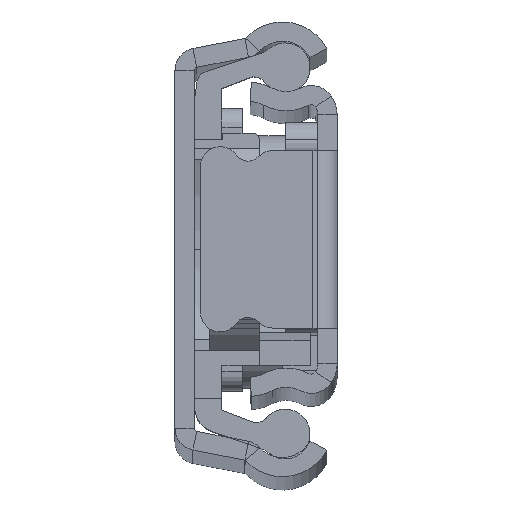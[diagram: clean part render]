
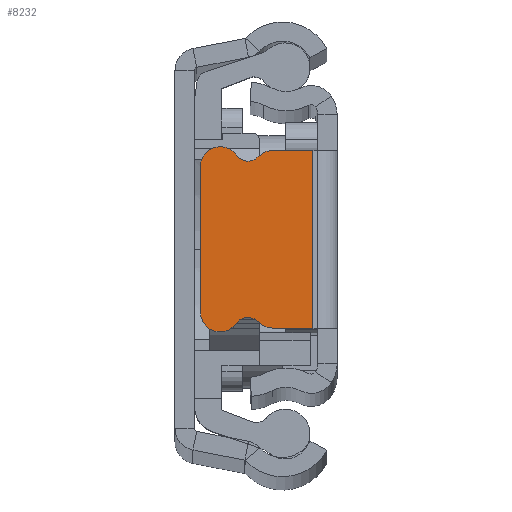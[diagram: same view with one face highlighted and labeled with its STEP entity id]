
A CAD part, top view. The second image highlights one B-rep face of the part: STEP entity #8232.
In plain terms, the highlighted planar face has unit normal (0, 0, 1).
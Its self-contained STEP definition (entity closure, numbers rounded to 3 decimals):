
#325 = AXIS2_PLACEMENT_3D ( 'NONE', #3790, #14642, #11121 ) ;
#385 = CARTESIAN_POINT ( 'NONE',  ( 0., 7.25, 0. ) ) ;
#450 = VERTEX_POINT ( 'NONE', #6552 ) ;
#471 = CARTESIAN_POINT ( 'NONE',  ( -1.9, -6.95, 0. ) ) ;
#582 = DIRECTION ( 'NONE',  ( 0., 0., -1. ) ) ;
#584 = CARTESIAN_POINT ( 'NONE',  ( 0., -6.95, 0. ) ) ;
#747 = DIRECTION ( 'NONE',  ( 1., 0., 0. ) ) ;
#1218 = CARTESIAN_POINT ( 'NONE',  ( -5.078, -6.95, 0. ) ) ;
#1247 = ORIENTED_EDGE ( 'NONE', *, *, #14417, .T. ) ;
#1285 = CARTESIAN_POINT ( 'NONE',  ( -6.181, -6.467, 0. ) ) ;
#1293 = CARTESIAN_POINT ( 'NONE',  ( 0., -7.25, 0. ) ) ;
#1477 = DIRECTION ( 'NONE',  ( 0., 0., 1. ) ) ;
#1643 = DIRECTION ( 'NONE',  ( -1., 0., 0. ) ) ;
#1890 = AXIS2_PLACEMENT_3D ( 'NONE', #7281, #2299, #13670 ) ;
#2012 = ORIENTED_EDGE ( 'NONE', *, *, #9051, .F. ) ;
#2149 = CARTESIAN_POINT ( 'NONE',  ( -7.9, 6.593, 0. ) ) ;
#2299 = DIRECTION ( 'NONE',  ( 0., 0., 1. ) ) ;
#2303 = EDGE_CURVE ( 'NONE', #12372, #12241, #10358, .T. ) ;
#2608 = VERTEX_POINT ( 'NONE', #12381 ) ;
#2895 = ORIENTED_EDGE ( 'NONE', *, *, #11300, .T. ) ;
#3001 = DIRECTION ( 'NONE',  ( 0., 1., 0. ) ) ;
#3196 = DIRECTION ( 'NONE',  ( 0., -1., 0. ) ) ;
#3225 = VERTEX_POINT ( 'NONE', #471 ) ;
#3325 = VECTOR ( 'NONE', #14140, 1000. ) ;
#3382 = CARTESIAN_POINT ( 'NONE',  ( -9.14, -7.25, 0. ) ) ;
#3390 = VERTEX_POINT ( 'NONE', #7156 ) ;
#3466 = AXIS2_PLACEMENT_3D ( 'NONE', #5966, #12092, #16084 ) ;
#3510 = CARTESIAN_POINT ( 'NONE',  ( -9.2, 7.25, 0. ) ) ;
#3602 = EDGE_CURVE ( 'NONE', #15079, #2608, #12970, .T. ) ;
#3705 = VECTOR ( 'NONE', #6757, 1000. ) ;
#3747 = CIRCLE ( 'NONE', #6350, 1.5 ) ;
#3766 = VERTEX_POINT ( 'NONE', #2149 ) ;
#3790 = CARTESIAN_POINT ( 'NONE',  ( -6.99, 7.212, 0. ) ) ;
#3795 = CARTESIAN_POINT ( 'NONE',  ( -9.2, -7.25, 0. ) ) ;
#3997 = CARTESIAN_POINT ( 'NONE',  ( -10.7, 0., 0. ) ) ;
#4067 = LINE ( 'NONE', #1293, #6598 ) ;
#4168 = ORIENTED_EDGE ( 'NONE', *, *, #13788, .T. ) ;
#4173 = ORIENTED_EDGE ( 'NONE', *, *, #5698, .T. ) ;
#4260 = CARTESIAN_POINT ( 'NONE',  ( -1.9, 6.95, 0. ) ) ;
#4518 = VECTOR ( 'NONE', #15897, 1000. ) ;
#4812 = ORIENTED_EDGE ( 'NONE', *, *, #11049, .T. ) ;
#4835 = ORIENTED_EDGE ( 'NONE', *, *, #2303, .T. ) ;
#5022 = ORIENTED_EDGE ( 'NONE', *, *, #7500, .T. ) ;
#5220 = VECTOR ( 'NONE', #14193, 1000. ) ;
#5404 = CIRCLE ( 'NONE', #6700, 1.5 ) ;
#5499 = DIRECTION ( 'NONE',  ( 0., 0., 1. ) ) ;
#5696 = EDGE_CURVE ( 'NONE', #2608, #11445, #9148, .T. ) ;
#5698 = EDGE_CURVE ( 'NONE', #11445, #15964, #5404, .T. ) ;
#5848 = CARTESIAN_POINT ( 'NONE',  ( -10.7, -5.75, 0. ) ) ;
#5966 = CARTESIAN_POINT ( 'NONE',  ( -9.14, -5.75, 0. ) ) ;
#5976 = CARTESIAN_POINT ( 'NONE',  ( 0., 0., 0. ) ) ;
#6350 = AXIS2_PLACEMENT_3D ( 'NONE', #12969, #6593, #3001 ) ;
#6552 = CARTESIAN_POINT ( 'NONE',  ( -9.14, 7.25, 0. ) ) ;
#6593 = DIRECTION ( 'NONE',  ( 0., 0., 1. ) ) ;
#6598 = VECTOR ( 'NONE', #15188, 1000. ) ;
#6700 = AXIS2_PLACEMENT_3D ( 'NONE', #12912, #1477, #1643 ) ;
#6733 = CARTESIAN_POINT ( 'NONE',  ( -9.2, 5.75, 0. ) ) ;
#6757 = DIRECTION ( 'NONE',  ( -1., 0., 0. ) ) ;
#7156 = CARTESIAN_POINT ( 'NONE',  ( -6.181, 6.467, 0. ) ) ;
#7281 = CARTESIAN_POINT ( 'NONE',  ( -9.14, 5.75, 0. ) ) ;
#7327 = VERTEX_POINT ( 'NONE', #1218 ) ;
#7449 = DIRECTION ( 'NONE',  ( -1., 0., 0. ) ) ;
#7500 = EDGE_CURVE ( 'NONE', #15964, #15791, #4067, .T. ) ;
#7732 = DIRECTION ( 'NONE',  ( 0., 0., -1. ) ) ;
#7948 = CARTESIAN_POINT ( 'NONE',  ( -6.99, 7.212, 0. ) ) ;
#8059 = CARTESIAN_POINT ( 'NONE',  ( -5.078, -5.45, 0. ) ) ;
#8129 = EDGE_CURVE ( 'NONE', #3766, #450, #8937, .T. ) ;
#8232 = ADVANCED_FACE ( 'NONE', ( #8680 ), #12176, .F. ) ;
#8468 = ORIENTED_EDGE ( 'NONE', *, *, #5696, .T. ) ;
#8680 = FACE_OUTER_BOUND ( 'NONE', #15067, .T. ) ;
#8937 = CIRCLE ( 'NONE', #1890, 1.5 ) ;
#9051 = EDGE_CURVE ( 'NONE', #12372, #3225, #15824, .T. ) ;
#9133 = CARTESIAN_POINT ( 'NONE',  ( 1.206, 6.95, 0. ) ) ;
#9148 = LINE ( 'NONE', #3997, #3325 ) ;
#9278 = DIRECTION ( 'NONE',  ( 0., 1., 0. ) ) ;
#9783 = CARTESIAN_POINT ( 'NONE',  ( -1.9, -7.25, 0. ) ) ;
#9975 = ORIENTED_EDGE ( 'NONE', *, *, #12386, .T. ) ;
#10257 = VERTEX_POINT ( 'NONE', #12224 ) ;
#10358 = LINE ( 'NONE', #9133, #3705 ) ;
#10485 = DIRECTION ( 'NONE',  ( -1., 0., 0. ) ) ;
#10491 = AXIS2_PLACEMENT_3D ( 'NONE', #5976, #16102, #7449 ) ;
#10498 = CIRCLE ( 'NONE', #3466, 1.5 ) ;
#10610 = CIRCLE ( 'NONE', #14517, 1.5 ) ;
#10723 = AXIS2_PLACEMENT_3D ( 'NONE', #7948, #582, #3196 ) ;
#11049 = EDGE_CURVE ( 'NONE', #3390, #10257, #14911, .T. ) ;
#11121 = DIRECTION ( 'NONE',  ( 0., -1., 0. ) ) ;
#11141 = CARTESIAN_POINT ( 'NONE',  ( -6.99, -7.212, 0. ) ) ;
#11282 = CARTESIAN_POINT ( 'NONE',  ( -5.078, 6.95, 0. ) ) ;
#11300 = EDGE_CURVE ( 'NONE', #450, #15079, #12707, .T. ) ;
#11445 = VERTEX_POINT ( 'NONE', #5848 ) ;
#11561 = DIRECTION ( 'NONE',  ( 0., 0., 1. ) ) ;
#11770 = VECTOR ( 'NONE', #747, 1000. ) ;
#12092 = DIRECTION ( 'NONE',  ( 0., 0., 1. ) ) ;
#12176 = PLANE ( 'NONE',  #10491 ) ;
#12224 = CARTESIAN_POINT ( 'NONE',  ( -6.99, 6.112, 0. ) ) ;
#12241 = VERTEX_POINT ( 'NONE', #11282 ) ;
#12312 = CIRCLE ( 'NONE', #325, 1.1 ) ;
#12372 = VERTEX_POINT ( 'NONE', #4260 ) ;
#12381 = CARTESIAN_POINT ( 'NONE',  ( -10.7, 5.75, 0. ) ) ;
#12386 = EDGE_CURVE ( 'NONE', #7327, #3225, #13173, .T. ) ;
#12431 = AXIS2_PLACEMENT_3D ( 'NONE', #6733, #5499, #10485 ) ;
#12618 = AXIS2_PLACEMENT_3D ( 'NONE', #11141, #7732, #16126 ) ;
#12707 = LINE ( 'NONE', #385, #5220 ) ;
#12751 = ORIENTED_EDGE ( 'NONE', *, *, #15783, .T. ) ;
#12912 = CARTESIAN_POINT ( 'NONE',  ( -9.2, -5.75, 0. ) ) ;
#12969 = CARTESIAN_POINT ( 'NONE',  ( -5.078, 5.45, 0. ) ) ;
#12970 = CIRCLE ( 'NONE', #12431, 1.5 ) ;
#13173 = LINE ( 'NONE', #584, #11770 ) ;
#13292 = EDGE_CURVE ( 'NONE', #10257, #3766, #12312, .T. ) ;
#13670 = DIRECTION ( 'NONE',  ( 0., 1., 0. ) ) ;
#13788 = EDGE_CURVE ( 'NONE', #15791, #15116, #10498, .T. ) ;
#13806 = ORIENTED_EDGE ( 'NONE', *, *, #8129, .T. ) ;
#14021 = ORIENTED_EDGE ( 'NONE', *, *, #13292, .T. ) ;
#14140 = DIRECTION ( 'NONE',  ( 0., -1., 0. ) ) ;
#14193 = DIRECTION ( 'NONE',  ( -1., 0., 0. ) ) ;
#14236 = ORIENTED_EDGE ( 'NONE', *, *, #3602, .T. ) ;
#14354 = VERTEX_POINT ( 'NONE', #1285 ) ;
#14417 = EDGE_CURVE ( 'NONE', #12241, #3390, #3747, .T. ) ;
#14517 = AXIS2_PLACEMENT_3D ( 'NONE', #8059, #11561, #9278 ) ;
#14642 = DIRECTION ( 'NONE',  ( 0., 0., -1. ) ) ;
#14826 = EDGE_CURVE ( 'NONE', #15116, #14354, #16017, .T. ) ;
#14845 = CARTESIAN_POINT ( 'NONE',  ( -7.9, -6.593, 0. ) ) ;
#14911 = CIRCLE ( 'NONE', #10723, 1.1 ) ;
#15067 = EDGE_LOOP ( 'NONE', ( #9975, #2012, #4835, #1247, #4812, #14021, #13806, #2895, #14236, #8468, #4173, #5022, #4168, #15627, #12751 ) ) ;
#15079 = VERTEX_POINT ( 'NONE', #3510 ) ;
#15116 = VERTEX_POINT ( 'NONE', #14845 ) ;
#15188 = DIRECTION ( 'NONE',  ( 1., 0., 0. ) ) ;
#15627 = ORIENTED_EDGE ( 'NONE', *, *, #14826, .T. ) ;
#15783 = EDGE_CURVE ( 'NONE', #14354, #7327, #10610, .T. ) ;
#15791 = VERTEX_POINT ( 'NONE', #3382 ) ;
#15824 = LINE ( 'NONE', #9783, #4518 ) ;
#15897 = DIRECTION ( 'NONE',  ( 0., -1., 0. ) ) ;
#15964 = VERTEX_POINT ( 'NONE', #3795 ) ;
#16017 = CIRCLE ( 'NONE', #12618, 1.1 ) ;
#16084 = DIRECTION ( 'NONE',  ( 0., 1., 0. ) ) ;
#16102 = DIRECTION ( 'NONE',  ( 0., 0., -1. ) ) ;
#16126 = DIRECTION ( 'NONE',  ( 0., -1., 0. ) ) ;
